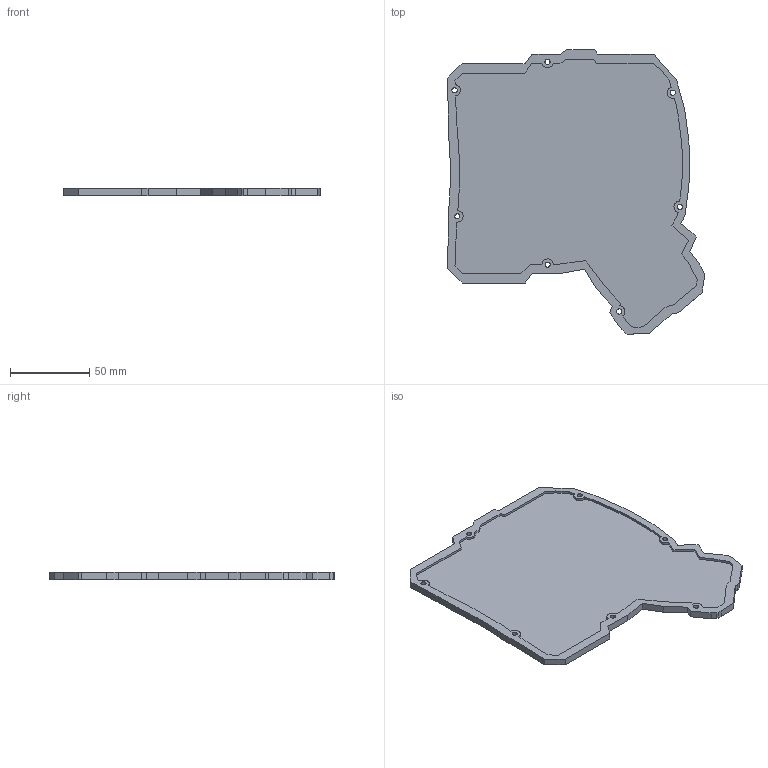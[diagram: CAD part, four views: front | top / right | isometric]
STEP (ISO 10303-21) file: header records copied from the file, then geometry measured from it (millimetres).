
FILE_DESCRIPTION(('Open CASCADE Model'),'2;1');
FILE_NAME('Open CASCADE Shape Model','2024-03-27T00:26:09',('Author'),( 'Open CASCADE'),'Open CASCADE STEP processor 7.7','Open CASCADE 7.7' ,'Unknown');
FILE_SCHEMA(('AUTOMOTIVE_DESIGN { 1 0 10303 214 1 1 1 1 }'));
Length unit declared in the file: millimetre
Products named in the file (1): Open CASCADE STEP translator 7.7 4
Bounding box: 162.41 x 179.49 x 4.5 mm (x, y, z)
Volume: 71801 mm3; surface area: 49008.7 mm2
Topology: 1 solids, 1 shells, 144 faces, 402 edges, 268 vertices
Faces by surface type: plane 123, cylinder 21
Full cylindrical faces by diameter (mm): 3.3 x7, 6 x7
Entity records: 9937 total; most frequent: CARTESIAN_POINT 1829, DIRECTION 1503, LINE 1122, VECTOR 1122, ORIENTED_EDGE 804, PCURVE 804, DEFINITIONAL_REPRESENTATION 804, EDGE_CURVE 402
